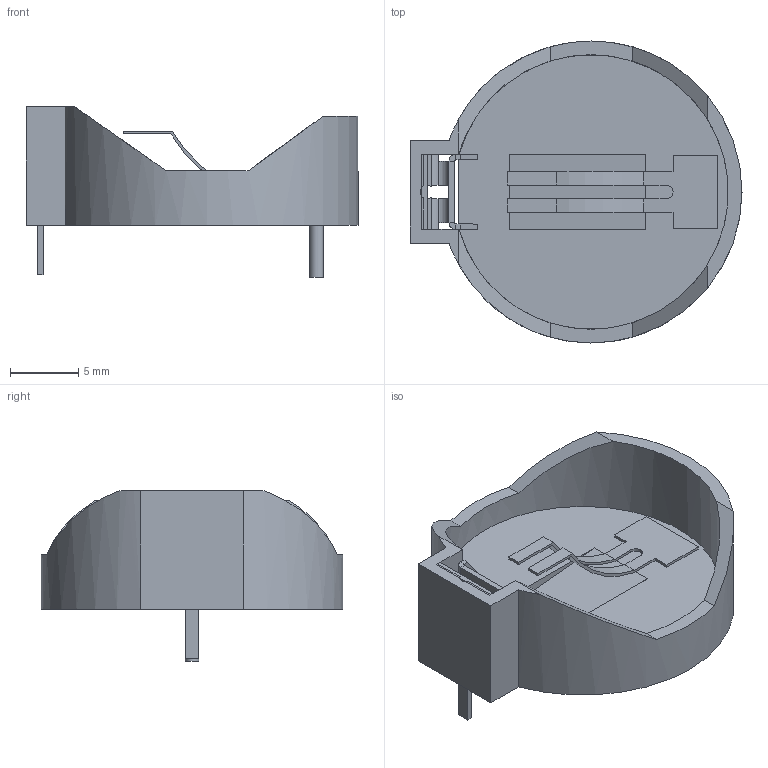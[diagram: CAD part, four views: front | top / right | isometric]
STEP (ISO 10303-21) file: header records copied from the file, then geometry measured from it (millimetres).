
FILE_DESCRIPTION(('STEP AP242'), '1');
FILE_NAME('KLS5-CR2032-01', '', ('UNSPECIFIED'), ('UNSPECIFIED'), 'ASCON STEP Converter 1.6', 'ASCON Math Kernel', '');
FILE_SCHEMA(('AP242_MANAGED_MODEL_BASED_3D_ENGINEERING_MIM_LF { 1 0 10303 442 1 1 4 }'));
Length unit declared in the file: millimetre
Assembly tree (3 placements, depth 2):
  (unnamed)
    (unnamed)
    (unnamed)
    (unnamed)
Bounding box: 24.3 x 22.1 x 12.5 mm (x, y, z)
Volume: 1144.5 mm3; surface area: 2027.6 mm2
Topology: 4 solids, 4 shells, 112 faces, 275 edges, 172 vertices
Faces by surface type: plane 88, cylinder 22, cone 2
Full cylindrical faces by diameter (mm): 1 x2
Entity records: 4343 total; most frequent: CARTESIAN_POINT 583, DIRECTION 551, ORIENTED_EDGE 542, EDGE_CURVE 271, LINE 207, VECTOR 207, AXIS2_PLACEMENT_3D 172, VERTEX_POINT 172
